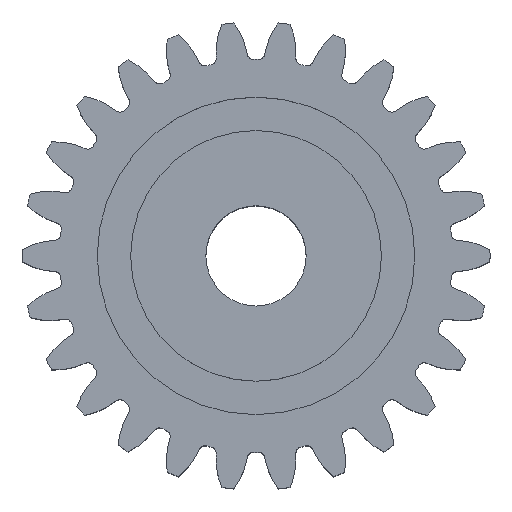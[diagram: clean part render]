
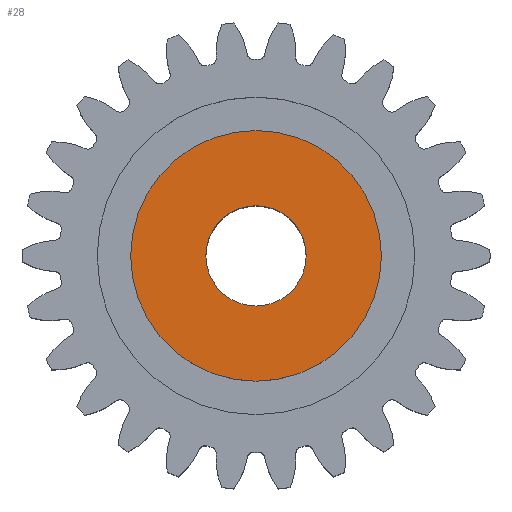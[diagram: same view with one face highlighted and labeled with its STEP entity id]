
A CAD part, top view. The second image highlights one B-rep face of the part: STEP entity #28.
In plain terms, the highlighted planar face has unit normal (0, 0, 1).
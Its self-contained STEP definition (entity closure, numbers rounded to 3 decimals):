
#19 = EDGE_CURVE ( 'NONE', #2425, #2276, #2489, .T. ) ;
#21 = ORIENTED_EDGE ( 'NONE', *, *, #2419, .T. ) ;
#26 = ORIENTED_EDGE ( 'NONE', *, *, #2422, .F. ) ;
#27 = EDGE_LOOP ( 'NONE', ( #290, #21 ) ) ;
#28 = ADVANCED_FACE ( 'NONE', ( #2354, #2484 ), #2410, .T. ) ;
#30 = EDGE_CURVE ( 'NONE', #2259, #2418, #2482, .T. ) ;
#290 = ORIENTED_EDGE ( 'NONE', *, *, #19, .T. ) ;
#298 = EDGE_LOOP ( 'NONE', ( #300, #26 ) ) ;
#300 = ORIENTED_EDGE ( 'NONE', *, *, #30, .F. ) ;
#2259 = VERTEX_POINT ( 'NONE', #5926 ) ;
#2276 = VERTEX_POINT ( 'NONE', #6095 ) ;
#2354 = FACE_BOUND ( 'NONE', #298, .T. ) ;
#2394 = DIRECTION ( 'NONE',  ( 1., 0., 0. ) ) ;
#2395 = DIRECTION ( 'NONE',  ( 0., 0., 1. ) ) ;
#2396 = CARTESIAN_POINT ( 'NONE',  ( 0., 0., 9. ) ) ;
#2404 = AXIS2_PLACEMENT_3D ( 'NONE', #2396, #2395, #2394 ) ;
#2406 = DIRECTION ( 'NONE',  ( 1., 0., 0. ) ) ;
#2407 = DIRECTION ( 'NONE',  ( 0., 0., 1. ) ) ;
#2408 = CARTESIAN_POINT ( 'NONE',  ( 0., 0., 9. ) ) ;
#2409 = AXIS2_PLACEMENT_3D ( 'NONE', #2408, #2407, #2406 ) ;
#2410 = PLANE ( 'NONE',  #2409 ) ;
#2418 = VERTEX_POINT ( 'NONE', #6302 ) ;
#2419 = EDGE_CURVE ( 'NONE', #2276, #2425, #6291, .T. ) ;
#2422 = EDGE_CURVE ( 'NONE', #2418, #2259, #6222, .T. ) ;
#2425 = VERTEX_POINT ( 'NONE', #6211 ) ;
#2482 = CIRCLE ( 'NONE', #2404, 3. ) ;
#2484 = FACE_OUTER_BOUND ( 'NONE', #27, .T. ) ;
#2485 = DIRECTION ( 'NONE',  ( 1., 0., 0. ) ) ;
#2486 = DIRECTION ( 'NONE',  ( 0., 0., 1. ) ) ;
#2487 = CARTESIAN_POINT ( 'NONE',  ( 0., 0., 9. ) ) ;
#2488 = AXIS2_PLACEMENT_3D ( 'NONE', #2487, #2486, #2485 ) ;
#2489 = CIRCLE ( 'NONE', #2488, 7.5 ) ;
#5926 = CARTESIAN_POINT ( 'NONE',  ( 3., 0., 9. ) ) ;
#6095 = CARTESIAN_POINT ( 'NONE',  ( 7.5, 0., 9. ) ) ;
#6203 = DIRECTION ( 'NONE',  ( 1., 0., 0. ) ) ;
#6204 = DIRECTION ( 'NONE',  ( 0., 0., 1. ) ) ;
#6205 = CARTESIAN_POINT ( 'NONE',  ( 0., 0., 9. ) ) ;
#6206 = AXIS2_PLACEMENT_3D ( 'NONE', #6205, #6204, #6203 ) ;
#6211 = CARTESIAN_POINT ( 'NONE',  ( -7.5, 0., 9. ) ) ;
#6212 = DIRECTION ( 'NONE',  ( 1., 0., 0. ) ) ;
#6213 = DIRECTION ( 'NONE',  ( 0., 0., 1. ) ) ;
#6214 = AXIS2_PLACEMENT_3D ( 'NONE', #6223, #6213, #6212 ) ;
#6222 = CIRCLE ( 'NONE', #6206, 3. ) ;
#6223 = CARTESIAN_POINT ( 'NONE',  ( 0., 0., 9. ) ) ;
#6291 = CIRCLE ( 'NONE', #6214, 7.5 ) ;
#6302 = CARTESIAN_POINT ( 'NONE',  ( -3., 0., 9. ) ) ;
